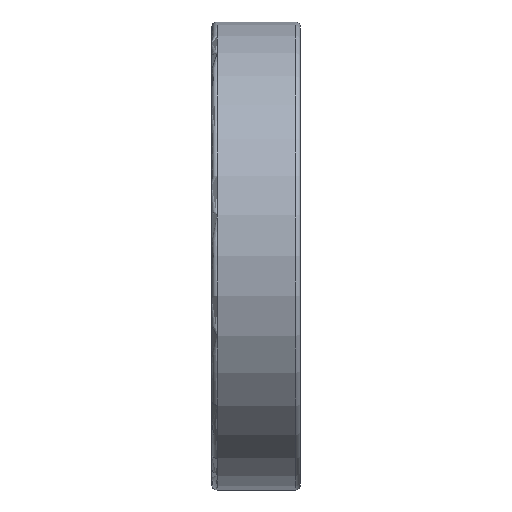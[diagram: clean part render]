
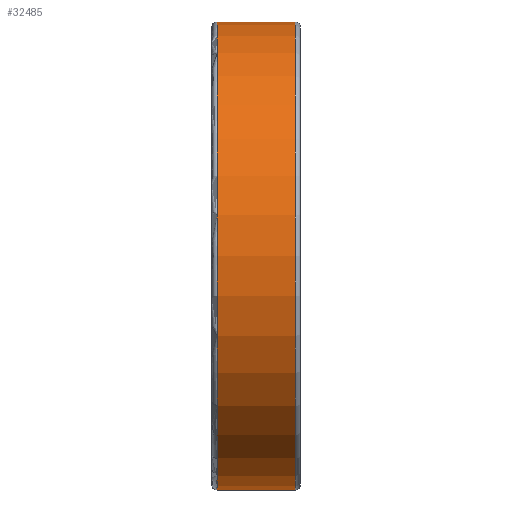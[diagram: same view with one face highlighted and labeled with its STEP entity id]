
A CAD part, top view. The second image highlights one B-rep face of the part: STEP entity #32485.
In plain terms, the highlighted cylindrical face has radius 47.5 mm (diameter 95 mm), a partial arc.
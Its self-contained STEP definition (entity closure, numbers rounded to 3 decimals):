
#23050=DIRECTION('',(-1.,0.,0.));
#23051=VECTOR('',#23050,15.9);
#23052=CARTESIAN_POINT('',(8.,47.5,0.));
#23053=LINE('',#23052,#23051);
#23057=DIRECTION('',(-1.,0.,0.));
#23058=VECTOR('',#23057,15.9);
#23059=CARTESIAN_POINT('',(8.,-47.5,0.));
#23060=LINE('',#23059,#23058);
#23072=CARTESIAN_POINT('',(8.,0.,0.));
#23073=DIRECTION('',(1.,0.,0.));
#23074=DIRECTION('',(0.,1.,0.));
#23075=AXIS2_PLACEMENT_3D('',#23072,#23073,#23074);
#23080=CARTESIAN_POINT('',(-7.9,0.,0.));
#23081=DIRECTION('',(1.,0.,0.));
#23082=DIRECTION('',(0.,1.,0.));
#23083=AXIS2_PLACEMENT_3D('',#23080,#23081,#23082);
#29673=CARTESIAN_POINT('',(8.,47.5,0.));
#29674=CARTESIAN_POINT('',(-7.9,47.5,0.));
#29675=VERTEX_POINT('',#29673);
#29676=VERTEX_POINT('',#29674);
#29685=CARTESIAN_POINT('',(8.,-47.5,0.));
#29686=CARTESIAN_POINT('',(-7.9,-47.5,0.));
#29687=VERTEX_POINT('',#29685);
#29688=VERTEX_POINT('',#29686);
#32473=CARTESIAN_POINT('',(-9.9,0.,0.));
#32474=DIRECTION('',(1.,0.,0.));
#32475=DIRECTION('',(0.,-1.,0.));
#32476=AXIS2_PLACEMENT_3D('',#32473,#32474,#32475);
#32477=CYLINDRICAL_SURFACE('',#32476,47.5);
#32478=ORIENTED_EDGE('',*,*,#32463,.F.);
#32479=ORIENTED_EDGE('',*,*,#32440,.T.);
#32480=ORIENTED_EDGE('',*,*,#32467,.T.);
#32482=ORIENTED_EDGE('',*,*,#32481,.F.);
#32483=EDGE_LOOP('',(#32478,#32479,#32480,#32482));
#32484=FACE_OUTER_BOUND('',#32483,.F.);
#23076=CIRCLE('',#23075,47.5);
#23084=CIRCLE('',#23083,47.5);
#32440=EDGE_CURVE('',#29675,#29687,#23076,.T.);
#32463=EDGE_CURVE('',#29675,#29676,#23053,.T.);
#32467=EDGE_CURVE('',#29687,#29688,#23060,.T.);
#32481=EDGE_CURVE('',#29676,#29688,#23084,.T.);
#32485=ADVANCED_FACE('',(#32484),#32477,.T.);
